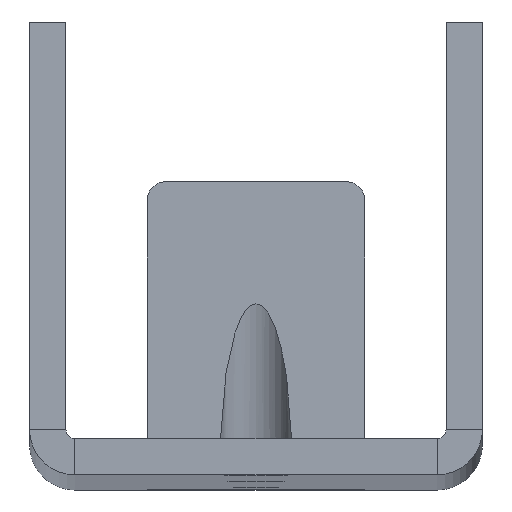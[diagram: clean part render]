
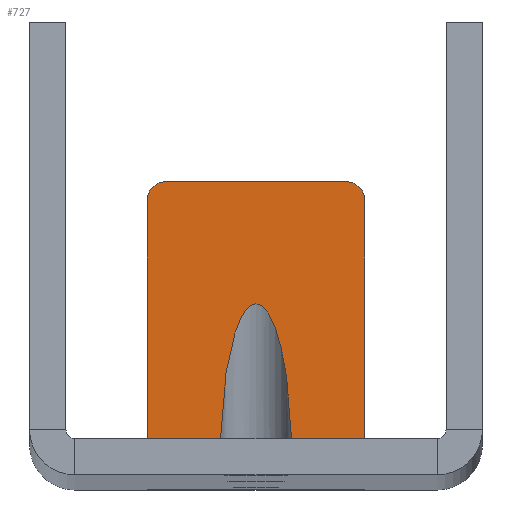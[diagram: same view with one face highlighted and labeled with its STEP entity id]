
A CAD part, top view. The second image highlights one B-rep face of the part: STEP entity #727.
In plain terms, the highlighted planar face has unit normal (0, 0, 1).
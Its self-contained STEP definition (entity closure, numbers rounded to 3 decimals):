
#30=PLANE('',#788);
#64=CIRCLE('',#785,1.);
#66=CIRCLE('',#789,1.);
#80=LINE('',#1088,#151);
#82=LINE('',#1095,#153);
#104=LINE('',#1192,#175);
#107=LINE('',#1198,#178);
#108=LINE('',#1200,#179);
#151=VECTOR('',#843,4.012);
#153=VECTOR('',#849,4.012);
#175=VECTOR('',#913,9.999);
#178=VECTOR('',#918,13.5);
#179=VECTOR('',#921,13.5);
#233=FACE_OUTER_BOUND('',#281,.T.);
#281=EDGE_LOOP('',(#551,#552,#553,#554,#555,#556,#557,#558));
#324=ELLIPSE('',#763,8.732,2.);
#327=VERTEX_POINT('',#1056);
#328=VERTEX_POINT('',#1057);
#329=VERTEX_POINT('',#1087);
#332=VERTEX_POINT('',#1093);
#358=VERTEX_POINT('',#1182);
#359=VERTEX_POINT('',#1183);
#362=VERTEX_POINT('',#1191);
#364=VERTEX_POINT('',#1197);
#391=EDGE_CURVE('',#327,#328,#324,.T.);
#393=EDGE_CURVE('',#327,#329,#80,.T.);
#397=EDGE_CURVE('',#332,#328,#82,.T.);
#429=EDGE_CURVE('',#358,#359,#64,.T.);
#433=EDGE_CURVE('',#362,#359,#104,.T.);
#436=EDGE_CURVE('',#332,#364,#107,.T.);
#437=EDGE_CURVE('',#362,#364,#66,.T.);
#438=EDGE_CURVE('',#358,#329,#108,.T.);
#551=ORIENTED_EDGE('',*,*,#391,.T.);
#552=ORIENTED_EDGE('',*,*,#397,.F.);
#553=ORIENTED_EDGE('',*,*,#436,.T.);
#554=ORIENTED_EDGE('',*,*,#437,.F.);
#555=ORIENTED_EDGE('',*,*,#433,.T.);
#556=ORIENTED_EDGE('',*,*,#429,.F.);
#557=ORIENTED_EDGE('',*,*,#438,.T.);
#558=ORIENTED_EDGE('',*,*,#393,.F.);
#727=ADVANCED_FACE('',(#233),#30,.T.);
#763=AXIS2_PLACEMENT_3D('',#1058,#839,#840);
#785=AXIS2_PLACEMENT_3D('',#1184,#905,#906);
#788=AXIS2_PLACEMENT_3D('',#1196,#916,#917);
#789=AXIS2_PLACEMENT_3D('',#1199,#919,#920);
#839=DIRECTION('center_axis',(0.,0.,
-1.));
#840=DIRECTION('ref_axis',(0.,1.,0.));
#843=DIRECTION('',(-1.,0.,0.));
#849=DIRECTION('',(-1.,0.,0.));
#905=DIRECTION('center_axis',(0.,0.,
-1.));
#906=DIRECTION('ref_axis',(-0.707,0.707,0.));
#913=DIRECTION('',(-1.,0.,0.));
#916=DIRECTION('center_axis',(0.,0.,
1.));
#917=DIRECTION('ref_axis',(1.,0.,0.));
#918=DIRECTION('',(0.,1.,0.));
#919=DIRECTION('center_axis',(0.,0.,
-1.));
#920=DIRECTION('ref_axis',(0.707,0.707,0.));
#921=DIRECTION('',(0.,-1.,0.));
#1056=CARTESIAN_POINT('',(-1.988,2.5,-470.));
#1057=CARTESIAN_POINT('',(1.988,2.5,-470.));
#1058=CARTESIAN_POINT('Origin',(0.,1.536,
-470.));
#1087=CARTESIAN_POINT('',(-6.,2.5,-470.));
#1088=CARTESIAN_POINT('',(0.,2.5,-470.));
#1093=CARTESIAN_POINT('',(5.999,2.5,-470.));
#1095=CARTESIAN_POINT('',(0.,2.5,-470.));
#1182=CARTESIAN_POINT('',(-6.,16.,-470.));
#1183=CARTESIAN_POINT('',(-5.,17.,-470.));
#1184=CARTESIAN_POINT('Origin',(-5.,16.,-470.));
#1191=CARTESIAN_POINT('',(4.999,17.,-470.));
#1192=CARTESIAN_POINT('',(0.,17.,-470.));
#1196=CARTESIAN_POINT('Origin',(0.,2.5,-470.));
#1197=CARTESIAN_POINT('',(5.999,16.,-470.));
#1198=CARTESIAN_POINT('',(5.999,2.5,-470.));
#1199=CARTESIAN_POINT('Origin',(4.999,16.,-470.));
#1200=CARTESIAN_POINT('',(-6.,2.5,-470.));
